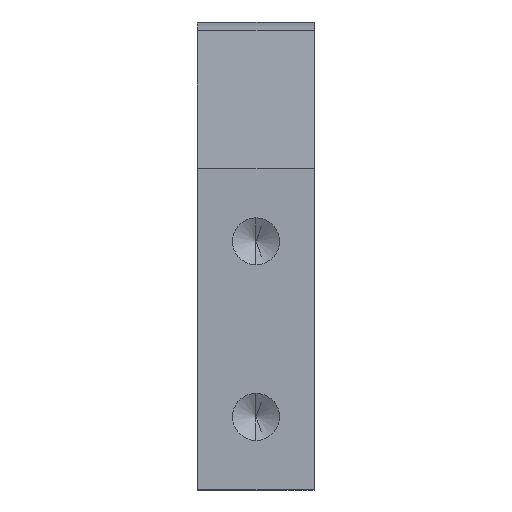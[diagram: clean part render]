
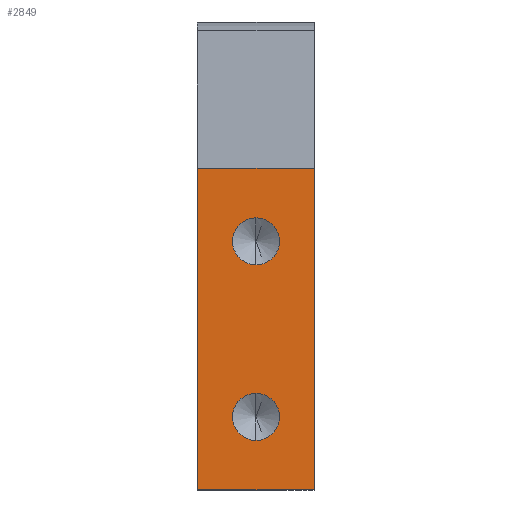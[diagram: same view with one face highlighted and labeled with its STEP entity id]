
A CAD part, left-side view. The second image highlights one B-rep face of the part: STEP entity #2849.
In plain terms, the highlighted planar face has unit normal (-1, 0, 0).
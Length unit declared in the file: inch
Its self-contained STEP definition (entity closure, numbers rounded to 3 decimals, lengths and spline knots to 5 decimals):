
#7 = PLANE ( 'NONE',  #6545 ) ;
#158 = ORIENTED_EDGE ( 'NONE', *, *, #7807, .T. ) ;
#369 = DIRECTION ( 'NONE',  ( -1., 0., 0. ) ) ;
#576 = VECTOR ( 'NONE', #994, 39.37008 ) ;
#643 = LINE ( 'NONE', #5780, #7311 ) ;
#878 = EDGE_LOOP ( 'NONE', ( #9599, #4512 ) ) ;
#994 = DIRECTION ( 'NONE',  ( 0., 0., 1. ) ) ;
#1000 = CARTESIAN_POINT ( 'NONE',  ( -8.515, 0.25, 0.1875 ) ) ;
#1102 = DIRECTION ( 'NONE',  ( -1., 0., 0. ) ) ;
#1473 = DIRECTION ( 'NONE',  ( 0., 0., -1. ) ) ;
#1629 = FACE_BOUND ( 'NONE', #878, .T. ) ;
#1678 = CARTESIAN_POINT ( 'NONE',  ( -8.515, 0.5, -0.125 ) ) ;
#2081 = FACE_BOUND ( 'NONE', #4261, .T. ) ;
#2092 = VERTEX_POINT ( 'NONE', #8682 ) ;
#2261 = DIRECTION ( 'NONE',  ( 1., 0., 0. ) ) ;
#2368 = FACE_OUTER_BOUND ( 'NONE', #9372, .T. ) ;
#2536 = VERTEX_POINT ( 'NONE', #6824 ) ;
#2636 = CIRCLE ( 'NONE', #5281, 0.1005 ) ;
#2701 = CARTESIAN_POINT ( 'NONE',  ( -8.515, 0.25, 0.087 ) ) ;
#2849 = ADVANCED_FACE ( 'NONE', ( #2081, #1629, #2368 ), #7, .F. ) ;
#3048 = AXIS2_PLACEMENT_3D ( 'NONE', #1000, #1102, #7029 ) ;
#3288 = CARTESIAN_POINT ( 'NONE',  ( -8.515, 0.5, -0.125 ) ) ;
#3526 = DIRECTION ( 'NONE',  ( 0., -1., 0. ) ) ;
#3732 = EDGE_CURVE ( 'NONE', #9475, #8275, #5258, .T. ) ;
#3904 = ORIENTED_EDGE ( 'NONE', *, *, #6113, .F. ) ;
#4190 = VERTEX_POINT ( 'NONE', #2701 ) ;
#4261 = EDGE_LOOP ( 'NONE', ( #7859, #3904 ) ) ;
#4512 = ORIENTED_EDGE ( 'NONE', *, *, #8422, .F. ) ;
#4553 = DIRECTION ( 'NONE',  ( 0., -1., 0. ) ) ;
#4609 = VECTOR ( 'NONE', #9349, 39.37008 ) ;
#4800 = LINE ( 'NONE', #3288, #4609 ) ;
#5258 = LINE ( 'NONE', #8236, #576 ) ;
#5281 = AXIS2_PLACEMENT_3D ( 'NONE', #6520, #8027, #8166 ) ;
#5335 = CARTESIAN_POINT ( 'NONE',  ( -8.515, 0.5, 1.25 ) ) ;
#5400 = EDGE_CURVE ( 'NONE', #5448, #6910, #4800, .T. ) ;
#5448 = VERTEX_POINT ( 'NONE', #5578 ) ;
#5578 = CARTESIAN_POINT ( 'NONE',  ( -8.515, 0.5, -0.125 ) ) ;
#5652 = DIRECTION ( 'NONE',  ( 0., 0., 1. ) ) ;
#5780 = CARTESIAN_POINT ( 'NONE',  ( -8.515, 0.5, -0.125 ) ) ;
#6113 = EDGE_CURVE ( 'NONE', #2092, #2536, #2636, .T. ) ;
#6121 = LINE ( 'NONE', #5335, #6684 ) ;
#6272 = EDGE_CURVE ( 'NONE', #6910, #8275, #6121, .T. ) ;
#6295 = CARTESIAN_POINT ( 'NONE',  ( -8.515, 0.25, 0.288 ) ) ;
#6389 = CARTESIAN_POINT ( 'NONE',  ( -8.515, 0.25, 0.1875 ) ) ;
#6487 = ORIENTED_EDGE ( 'NONE', *, *, #3732, .T. ) ;
#6520 = CARTESIAN_POINT ( 'NONE',  ( -8.515, 0.25, 0.9375 ) ) ;
#6545 = AXIS2_PLACEMENT_3D ( 'NONE', #1678, #2261, #1473 ) ;
#6684 = VECTOR ( 'NONE', #4553, 39.37008 ) ;
#6686 = CARTESIAN_POINT ( 'NONE',  ( -8.515, 0., 1.25 ) ) ;
#6824 = CARTESIAN_POINT ( 'NONE',  ( -8.515, 0.25, 1.038 ) ) ;
#6910 = VERTEX_POINT ( 'NONE', #7284 ) ;
#7029 = DIRECTION ( 'NONE',  ( 0., 0., 1. ) ) ;
#7284 = CARTESIAN_POINT ( 'NONE',  ( -8.515, 0.5, 1.25 ) ) ;
#7311 = VECTOR ( 'NONE', #3526, 39.37008 ) ;
#7511 = ORIENTED_EDGE ( 'NONE', *, *, #5400, .F. ) ;
#7668 = CARTESIAN_POINT ( 'NONE',  ( -8.515, 0., -0.125 ) ) ;
#7732 = AXIS2_PLACEMENT_3D ( 'NONE', #6389, #369, #5652 ) ;
#7807 = EDGE_CURVE ( 'NONE', #5448, #9475, #643, .T. ) ;
#7859 = ORIENTED_EDGE ( 'NONE', *, *, #8036, .F. ) ;
#7917 = CIRCLE ( 'NONE', #9478, 0.1005 ) ;
#8027 = DIRECTION ( 'NONE',  ( -1., 0., 0. ) ) ;
#8036 = EDGE_CURVE ( 'NONE', #2536, #2092, #7917, .T. ) ;
#8050 = VERTEX_POINT ( 'NONE', #6295 ) ;
#8166 = DIRECTION ( 'NONE',  ( 0., 0., 1. ) ) ;
#8236 = CARTESIAN_POINT ( 'NONE',  ( -8.515, 0., -0.125 ) ) ;
#8275 = VERTEX_POINT ( 'NONE', #6686 ) ;
#8422 = EDGE_CURVE ( 'NONE', #4190, #8050, #9295, .T. ) ;
#8499 = EDGE_CURVE ( 'NONE', #8050, #4190, #8508, .T. ) ;
#8508 = CIRCLE ( 'NONE', #7732, 0.1005 ) ;
#8601 = DIRECTION ( 'NONE',  ( 0., 0., 1. ) ) ;
#8682 = CARTESIAN_POINT ( 'NONE',  ( -8.515, 0.25, 0.837 ) ) ;
#9181 = CARTESIAN_POINT ( 'NONE',  ( -8.515, 0.25, 0.9375 ) ) ;
#9295 = CIRCLE ( 'NONE', #3048, 0.1005 ) ;
#9329 = DIRECTION ( 'NONE',  ( -1., 0., 0. ) ) ;
#9349 = DIRECTION ( 'NONE',  ( 0., 0., 1. ) ) ;
#9372 = EDGE_LOOP ( 'NONE', ( #6487, #9488, #7511, #158 ) ) ;
#9475 = VERTEX_POINT ( 'NONE', #7668 ) ;
#9478 = AXIS2_PLACEMENT_3D ( 'NONE', #9181, #9329, #8601 ) ;
#9488 = ORIENTED_EDGE ( 'NONE', *, *, #6272, .F. ) ;
#9599 = ORIENTED_EDGE ( 'NONE', *, *, #8499, .F. ) ;
